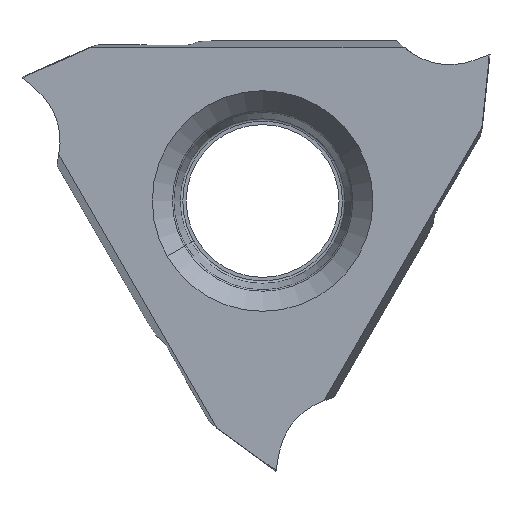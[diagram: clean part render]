
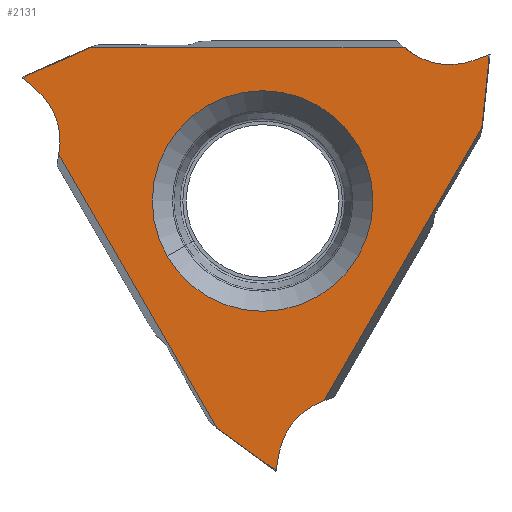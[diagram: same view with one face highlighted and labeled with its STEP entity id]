
A CAD part, left-side view. The second image highlights one B-rep face of the part: STEP entity #2131.
In plain terms, the highlighted planar face has unit normal (-1, 0, 0).
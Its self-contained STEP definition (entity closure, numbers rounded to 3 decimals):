
#232=CARTESIAN_POINT('',(0.,5.106,4.509));
#320=DIRECTION('',(0.,1.,0.));
#321=VECTOR('',#320,9.305);
#322=CARTESIAN_POINT('',(0.,-4.199,4.509));
#323=LINE('',#322,#321);
#327=CARTESIAN_POINT('',(0.,6.946,3.69));
#338=DIRECTION('',(0.,0.105,-0.995));
#339=VECTOR('',#338,2.014);
#340=CARTESIAN_POINT('',(0.,-6.669,4.17));
#341=LINE('',#340,#339);
#345=CARTESIAN_POINT('',(0.,-2.454,-7.784));
#346=DIRECTION('',(1.,0.,0.));
#347=DIRECTION('',(0.,0.47,0.883));
#348=AXIS2_PLACEMENT_3D('',#345,#346,#347);
#353=CARTESIAN_POINT('',(0.,-1.514,-6.018));
#354=CARTESIAN_POINT('',(0.,-1.437,-6.059));
#355=CARTESIAN_POINT('',(0.,-1.29,-6.15));
#356=CARTESIAN_POINT('',(0.,-1.089,-6.314));
#357=CARTESIAN_POINT('',(0.,-0.91,-6.503));
#358=CARTESIAN_POINT('',(0.,-0.758,-6.713));
#359=CARTESIAN_POINT('',(0.,-0.634,-6.941));
#360=CARTESIAN_POINT('',(0.,-0.54,-7.183));
#361=CARTESIAN_POINT('',(0.,-0.499,-7.351));
#362=CARTESIAN_POINT('',(0.,-0.484,-7.436));
#367=DIRECTION('',(0.,0.174,-0.985));
#368=VECTOR('',#367,0.481);
#369=CARTESIAN_POINT('',(0.,-0.484,-7.436));
#370=LINE('',#369,#368);
#374=DIRECTION('',(0.,0.927,0.375));
#375=VECTOR('',#374,0.133);
#376=CARTESIAN_POINT('',(0.,-0.4,-7.91));
#377=LINE('',#376,#375);
#381=DIRECTION('',(0.,-0.809,-0.588));
#382=VECTOR('',#381,2.014);
#383=CARTESIAN_POINT('',(0.,1.352,-6.677));
#384=LINE('',#383,#382);
#388=CARTESIAN_POINT('',(0.,7.969,1.767));
#389=DIRECTION('',(1.,0.,0.));
#390=DIRECTION('',(0.,-0.999,-0.034));
#391=AXIS2_PLACEMENT_3D('',#388,#389,#390);
#396=CARTESIAN_POINT('',(0.,5.969,1.698));
#397=CARTESIAN_POINT('',(0.,5.966,1.785));
#398=CARTESIAN_POINT('',(0.,5.971,1.958));
#399=CARTESIAN_POINT('',(0.,6.013,2.214));
#400=CARTESIAN_POINT('',(0.,6.087,2.463));
#401=CARTESIAN_POINT('',(0.,6.193,2.7));
#402=CARTESIAN_POINT('',(0.,6.328,2.922));
#403=CARTESIAN_POINT('',(0.,6.491,3.124));
#404=CARTESIAN_POINT('',(0.,6.616,3.243));
#405=CARTESIAN_POINT('',(0.,6.682,3.299));
#410=DIRECTION('',(0.,-0.766,-0.643));
#411=VECTOR('',#410,0.481);
#412=CARTESIAN_POINT('',(0.,7.051,3.608));
#413=LINE('',#412,#411);
#417=DIRECTION('',(0.,-0.788,0.616));
#418=VECTOR('',#417,0.133);
#419=CARTESIAN_POINT('',(0.,7.051,3.608));
#420=LINE('',#419,#418);
#424=DIRECTION('',(0.,0.914,-0.407));
#425=VECTOR('',#424,2.014);
#426=CARTESIAN_POINT('',(0.,5.106,4.509));
#427=LINE('',#426,#425);
#431=CARTESIAN_POINT('',(0.,-5.514,6.018));
#432=DIRECTION('',(1.,0.,0.));
#433=DIRECTION('',(0.,0.53,-0.848));
#434=AXIS2_PLACEMENT_3D('',#431,#432,#433);
#439=CARTESIAN_POINT('',(0.,-4.455,4.32));
#440=CARTESIAN_POINT('',(0.,-4.529,4.274));
#441=CARTESIAN_POINT('',(0.,-4.681,4.192));
#442=CARTESIAN_POINT('',(0.,-4.924,4.1));
#443=CARTESIAN_POINT('',(0.,-5.176,4.04));
#444=CARTESIAN_POINT('',(0.,-5.435,4.013));
#445=CARTESIAN_POINT('',(0.,-5.694,4.019));
#446=CARTESIAN_POINT('',(0.,-5.951,4.059));
#447=CARTESIAN_POINT('',(0.,-6.117,4.108));
#448=CARTESIAN_POINT('',(0.,-6.198,4.137));
#453=DIRECTION('',(0.,-0.139,-0.99));
#454=VECTOR('',#453,0.133);
#455=CARTESIAN_POINT('',(0.,-6.65,4.302));
#456=LINE('',#455,#454);
#460=CARTESIAN_POINT('',(0.,0.,0.));
#461=DIRECTION('',(1.,0.,0.));
#462=DIRECTION('',(0.,0.866,-0.5));
#463=AXIS2_PLACEMENT_3D('',#460,#461,#462);
#476=CARTESIAN_POINT('',(0.,0.,0.));
#477=DIRECTION('',(1.,0.,0.));
#478=DIRECTION('',(0.,-0.866,0.5));
#479=AXIS2_PLACEMENT_3D('',#476,#477,#478);
#651=CARTESIAN_POINT('',(0.,-6.458,2.167));
#739=DIRECTION('',(0.,-0.5,0.866));
#740=VECTOR('',#739,9.305);
#741=CARTESIAN_POINT('',(0.,-1.806,-5.891));
#742=LINE('',#741,#740);
#812=CARTESIAN_POINT('',(0.,-6.65,4.302));
#822=DIRECTION('',(0.,0.94,-0.342));
#823=VECTOR('',#822,0.481);
#824=CARTESIAN_POINT('',(0.,-6.65,4.302));
#825=LINE('',#824,#823);
#1120=CARTESIAN_POINT('',(0.,1.352,-6.677));
#1209=DIRECTION('',(0.,-0.5,-0.866));
#1210=VECTOR('',#1209,9.305);
#1211=CARTESIAN_POINT('',(0.,6.005,1.382));
#1212=LINE('',#1211,#1210);
#1216=CARTESIAN_POINT('',(0.,-0.277,-7.86));
#1244=CARTESIAN_POINT('',(0.,-0.4,-7.91));
#1440=CARTESIAN_POINT('',(0.,7.051,3.608));
#1650=CARTESIAN_POINT('',(0.,2.815,-1.625));
#1651=CARTESIAN_POINT('',(0.,-2.815,1.625));
#1652=VERTEX_POINT('',#1650);
#1653=VERTEX_POINT('',#1651);
#1658=VERTEX_POINT('',#396);
#1659=VERTEX_POINT('',#405);
#1660=CARTESIAN_POINT('',(0.,6.005,1.382));
#1661=VERTEX_POINT('',#1660);
#1688=CARTESIAN_POINT('',(0.,-4.454,4.32));
#1689=CARTESIAN_POINT('',(0.,-4.199,4.509));
#1690=VERTEX_POINT('',#1688);
#1691=VERTEX_POINT('',#1689);
#1692=VERTEX_POINT('',#448);
#1703=CARTESIAN_POINT('',(0.,-1.514,-6.018));
#1704=CARTESIAN_POINT('',(0.,-1.806,-5.891));
#1705=VERTEX_POINT('',#1703);
#1706=VERTEX_POINT('',#1704);
#1707=VERTEX_POINT('',#362);
#1708=VERTEX_POINT('',#812);
#1712=VERTEX_POINT('',#1244);
#1716=VERTEX_POINT('',#1440);
#1721=VERTEX_POINT('',#651);
#1722=CARTESIAN_POINT('',(0.,-6.669,4.17));
#1723=VERTEX_POINT('',#1722);
#1731=VERTEX_POINT('',#1216);
#1735=VERTEX_POINT('',#1120);
#1742=VERTEX_POINT('',#327);
#1746=VERTEX_POINT('',#232);
#2087=CARTESIAN_POINT('',(0.,0.578,-10.999));
#2088=DIRECTION('',(-1.,0.,0.));
#2089=DIRECTION('',(0.,-0.866,0.5));
#2090=AXIS2_PLACEMENT_3D('',#2087,#2088,#2089);
#2091=PLANE('',#2090);
#2093=ORIENTED_EDGE('',*,*,#2092,.T.);
#2095=ORIENTED_EDGE('',*,*,#2094,.F.);
#2097=ORIENTED_EDGE('',*,*,#2096,.F.);
#2099=ORIENTED_EDGE('',*,*,#2098,.T.);
#2101=ORIENTED_EDGE('',*,*,#2100,.T.);
#2103=ORIENTED_EDGE('',*,*,#2102,.T.);
#2105=ORIENTED_EDGE('',*,*,#2104,.F.);
#2107=ORIENTED_EDGE('',*,*,#2106,.F.);
#2109=ORIENTED_EDGE('',*,*,#2108,.F.);
#2110=ORIENTED_EDGE('',*,*,#1897,.T.);
#2112=ORIENTED_EDGE('',*,*,#2111,.F.);
#2113=ORIENTED_EDGE('',*,*,#2078,.T.);
#2114=ORIENTED_EDGE('',*,*,#2039,.F.);
#2115=ORIENTED_EDGE('',*,*,#2024,.F.);
#2117=ORIENTED_EDGE('',*,*,#2116,.F.);
#2118=ORIENTED_EDGE('',*,*,#1795,.T.);
#2120=ORIENTED_EDGE('',*,*,#2119,.F.);
#2122=ORIENTED_EDGE('',*,*,#2121,.T.);
#2123=EDGE_LOOP('',(#2093,#2095,#2097,#2099,#2101,#2103,#2105,#2107,#2109,#2110,
#2112,#2113,#2114,#2115,#2117,#2118,#2120,#2122));
#2124=FACE_OUTER_BOUND('',#2123,.F.);
#2126=ORIENTED_EDGE('',*,*,#2125,.F.);
#2128=ORIENTED_EDGE('',*,*,#2127,.F.);
#2129=EDGE_LOOP('',(#2126,#2128));
#2130=FACE_BOUND('',#2129,.F.);
#349=CIRCLE('',#348,2.001);
#363=B_SPLINE_CURVE_WITH_KNOTS('',3,(#353,#354,#355,#356,#357,#358,#359,#360,
#361,#362),.UNSPECIFIED.,.F.,.F.,(4,1,1,1,1,1,1,4),(0.,0.143,
0.286,0.429,0.571,0.714,
0.857,1.),.UNSPECIFIED.);
#392=CIRCLE('',#391,2.001);
#406=B_SPLINE_CURVE_WITH_KNOTS('',3,(#396,#397,#398,#399,#400,#401,#402,#403,
#404,#405),.UNSPECIFIED.,.F.,.F.,(4,1,1,1,1,1,1,4),(0.,0.143,
0.286,0.429,0.571,0.714,
0.857,1.),.UNSPECIFIED.);
#435=CIRCLE('',#434,2.001);
#449=B_SPLINE_CURVE_WITH_KNOTS('',3,(#439,#440,#441,#442,#443,#444,#445,#446,
#447,#448),.UNSPECIFIED.,.F.,.F.,(4,1,1,1,1,1,1,4),(0.,0.143,
0.286,0.429,0.571,0.714,
0.857,1.),.UNSPECIFIED.);
#464=CIRCLE('',#463,3.25);
#480=CIRCLE('',#479,3.25);
#1795=EDGE_CURVE('',#1690,#1692,#449,.T.);
#1897=EDGE_CURVE('',#1658,#1659,#406,.T.);
#2024=EDGE_CURVE('',#1691,#1746,#323,.T.);
#2039=EDGE_CURVE('',#1746,#1742,#427,.T.);
#2078=EDGE_CURVE('',#1716,#1742,#420,.T.);
#2092=EDGE_CURVE('',#1723,#1721,#341,.T.);
#2094=EDGE_CURVE('',#1706,#1721,#742,.T.);
#2096=EDGE_CURVE('',#1705,#1706,#349,.T.);
#2098=EDGE_CURVE('',#1705,#1707,#363,.T.);
#2100=EDGE_CURVE('',#1707,#1712,#370,.T.);
#2102=EDGE_CURVE('',#1712,#1731,#377,.T.);
#2104=EDGE_CURVE('',#1735,#1731,#384,.T.);
#2106=EDGE_CURVE('',#1661,#1735,#1212,.T.);
#2108=EDGE_CURVE('',#1658,#1661,#392,.T.);
#2111=EDGE_CURVE('',#1716,#1659,#413,.T.);
#2116=EDGE_CURVE('',#1690,#1691,#435,.T.);
#2119=EDGE_CURVE('',#1708,#1692,#825,.T.);
#2121=EDGE_CURVE('',#1708,#1723,#456,.T.);
#2125=EDGE_CURVE('',#1652,#1653,#464,.T.);
#2127=EDGE_CURVE('',#1653,#1652,#480,.T.);
#2131=ADVANCED_FACE('',(#2124,#2130),#2091,.T.);
